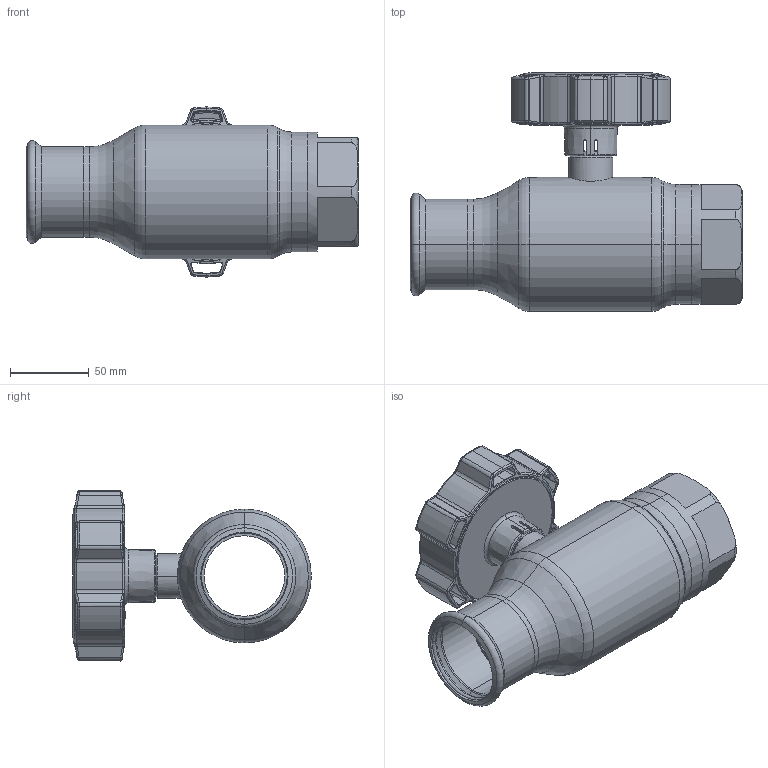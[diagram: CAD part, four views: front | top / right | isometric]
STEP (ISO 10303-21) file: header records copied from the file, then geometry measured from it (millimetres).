
FILE_DESCRIPTION (( 'STEP AP214' ), '1' );
FILE_NAME ('1050001000-1200.step', '2024-01-15T11:20:18', ( '' ), ( '' ), 'SwSTEP 2.0', 'SolidWorks 2021', '' );
FILE_SCHEMA (( 'AUTOMOTIVE_DESIGN' ));
Length unit declared in the file: millimetre
Products named in the file (1): 1050001000-1200
Bounding box: 210.8 x 151.5 x 107.98 mm (x, y, z)
Surface area: 118602.4 mm2 (no closed solid volume)
Topology: 0 solids, 11 shells, 512 faces, 1548 edges, 1007 vertices
Faces by surface type: bspline 153, cylinder 119, plane 106, torus 75, cone 53, sphere 6
Entity records: 31418 total; most frequent: CARTESIAN_POINT 13477, ORIENTED_EDGE 2673, DIRECTION 2194, EDGE_CURVE 1548, VERTEX_POINT 1007, AXIS2_PLACEMENT_3D 870, B_SPLINE_CURVE_WITH_KNOTS 561, EDGE_LOOP 541
